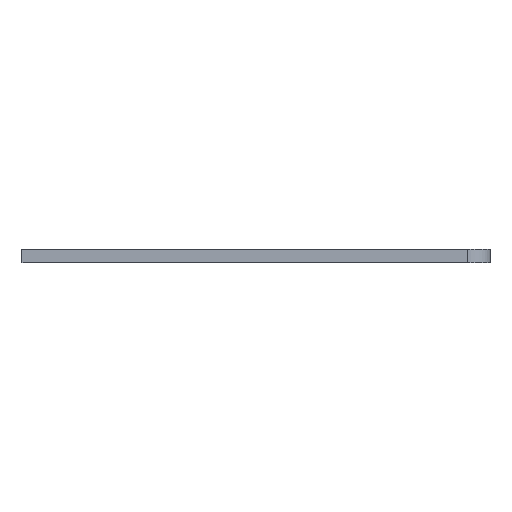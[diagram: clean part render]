
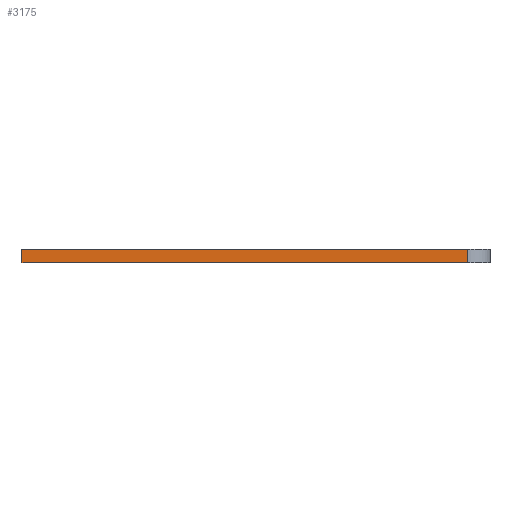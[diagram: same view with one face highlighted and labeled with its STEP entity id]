
A CAD part, front view. The second image highlights one B-rep face of the part: STEP entity #3175.
In plain terms, the highlighted planar face has unit normal (0, -1, 0).
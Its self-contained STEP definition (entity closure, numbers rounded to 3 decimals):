
#418=FACE_OUTER_BOUND('',#573,.T.);
#573=EDGE_LOOP('',(#2605,#2606,#2607,#2608));
#922=LINE('',#5277,#1239);
#923=LINE('',#5280,#1240);
#924=LINE('',#5282,#1241);
#925=LINE('',#5283,#1242);
#1239=VECTOR('',#4359,10.);
#1240=VECTOR('',#4362,10.);
#1241=VECTOR('',#4363,10.);
#1242=VECTOR('',#4364,10.);
#1550=VERTEX_POINT('',#5270);
#1553=VERTEX_POINT('',#5275);
#1554=VERTEX_POINT('',#5279);
#1555=VERTEX_POINT('',#5281);
#2002=EDGE_CURVE('',#1550,#1553,#922,.T.);
#2003=EDGE_CURVE('',#1554,#1550,#923,.T.);
#2004=EDGE_CURVE('',#1555,#1553,#924,.T.);
#2005=EDGE_CURVE('',#1554,#1555,#925,.T.);
#2605=ORIENTED_EDGE('',*,*,#2003,.T.);
#2606=ORIENTED_EDGE('',*,*,#2002,.T.);
#2607=ORIENTED_EDGE('',*,*,#2004,.F.);
#2608=ORIENTED_EDGE('',*,*,#2005,.F.);
#3021=PLANE('',#3484);
#3175=ADVANCED_FACE('',(#418),#3021,.T.);
#3484=AXIS2_PLACEMENT_3D('',#5278,#4360,#4361);
#4359=DIRECTION('',(0.,0.,1.));
#4360=DIRECTION('center_axis',(0.,-1.,0.));
#4361=DIRECTION('ref_axis',(1.,0.,0.));
#4362=DIRECTION('',(1.,0.,0.));
#4363=DIRECTION('',(1.,0.,0.));
#4364=DIRECTION('',(0.,0.,1.));
#5270=CARTESIAN_POINT('',(79.737,-143.25,71.));
#5275=CARTESIAN_POINT('',(79.737,-143.25,74.));
#5277=CARTESIAN_POINT('',(79.737,-143.25,71.));
#5278=CARTESIAN_POINT('Origin',(-18.184,-143.25,71.));
#5279=CARTESIAN_POINT('',(-18.184,-143.25,71.));
#5280=CARTESIAN_POINT('',(-18.184,-143.25,71.));
#5281=CARTESIAN_POINT('',(-18.184,-143.25,74.));
#5282=CARTESIAN_POINT('',(-18.184,-143.25,74.));
#5283=CARTESIAN_POINT('',(-18.184,-143.25,71.));
